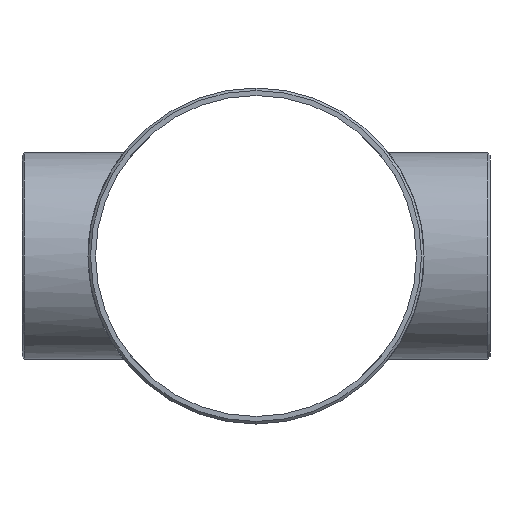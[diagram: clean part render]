
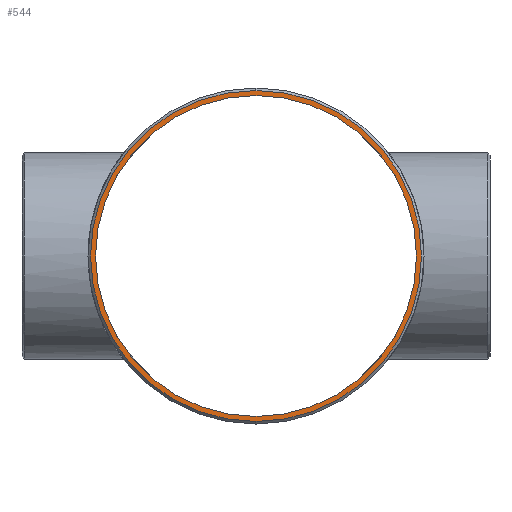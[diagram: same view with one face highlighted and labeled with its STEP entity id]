
A CAD part, left-side view. The second image highlights one B-rep face of the part: STEP entity #544.
In plain terms, the highlighted planar face has unit normal (-1, 0, 0).
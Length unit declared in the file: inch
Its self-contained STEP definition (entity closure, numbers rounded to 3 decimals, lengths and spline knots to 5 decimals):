
#14 = CARTESIAN_POINT ( 'NONE',  ( -11., 0., 0. ) ) ;
#40 = DIRECTION ( 'NONE',  ( 0., 0., 1. ) ) ;
#82 = AXIS2_PLACEMENT_3D ( 'NONE', #14, #1359, #1371 ) ;
#100 = ORIENTED_EDGE ( 'NONE', *, *, #1186, .T. ) ;
#108 = VERTEX_POINT ( 'NONE', #654 ) ;
#141 = EDGE_CURVE ( 'NONE', #149, #635, #273, .T. ) ;
#149 = VERTEX_POINT ( 'NONE', #779 ) ;
#211 = EDGE_LOOP ( 'NONE', ( #1021, #100 ) ) ;
#220 = CARTESIAN_POINT ( 'NONE',  ( -11., 0., 0. ) ) ;
#246 = EDGE_CURVE ( 'NONE', #304, #108, #887, .T. ) ;
#270 = FACE_OUTER_BOUND ( 'NONE', #211, .T. ) ;
#273 = CIRCLE ( 'NONE', #82, 6.896 ) ;
#304 = VERTEX_POINT ( 'NONE', #1356 ) ;
#367 = ORIENTED_EDGE ( 'NONE', *, *, #246, .T. ) ;
#475 = CARTESIAN_POINT ( 'NONE',  ( -11., 0., 0. ) ) ;
#493 = DIRECTION ( 'NONE',  ( 0., 0., -1. ) ) ;
#539 = DIRECTION ( 'NONE',  ( 0., 0., 1. ) ) ;
#544 = ADVANCED_FACE ( 'NONE', ( #270, #1043 ), #717, .T. ) ;
#617 = CARTESIAN_POINT ( 'NONE',  ( -11., 0., 6.896 ) ) ;
#635 = VERTEX_POINT ( 'NONE', #617 ) ;
#654 = CARTESIAN_POINT ( 'NONE',  ( -11., 0., 6.688 ) ) ;
#717 = PLANE ( 'NONE',  #1479 ) ;
#772 = CIRCLE ( 'NONE', #1354, 6.688 ) ;
#777 = DIRECTION ( 'NONE',  ( 0., 0., 1. ) ) ;
#779 = CARTESIAN_POINT ( 'NONE',  ( -11., 0., -6.896 ) ) ;
#795 = AXIS2_PLACEMENT_3D ( 'NONE', #220, #1483, #777 ) ;
#835 = DIRECTION ( 'NONE',  ( 1., 0., 0. ) ) ;
#868 = CIRCLE ( 'NONE', #795, 6.896 ) ;
#886 = CARTESIAN_POINT ( 'NONE',  ( -11., 0., 0. ) ) ;
#887 = CIRCLE ( 'NONE', #1301, 6.688 ) ;
#907 = EDGE_CURVE ( 'NONE', #108, #304, #772, .T. ) ;
#989 = EDGE_LOOP ( 'NONE', ( #1353, #367 ) ) ;
#1021 = ORIENTED_EDGE ( 'NONE', *, *, #141, .T. ) ;
#1043 = FACE_BOUND ( 'NONE', #989, .T. ) ;
#1077 = DIRECTION ( 'NONE',  ( -1., 0., 0. ) ) ;
#1186 = EDGE_CURVE ( 'NONE', #635, #149, #868, .T. ) ;
#1190 = CARTESIAN_POINT ( 'NONE',  ( -11., 0., 0. ) ) ;
#1301 = AXIS2_PLACEMENT_3D ( 'NONE', #886, #1376, #539 ) ;
#1353 = ORIENTED_EDGE ( 'NONE', *, *, #907, .T. ) ;
#1354 = AXIS2_PLACEMENT_3D ( 'NONE', #475, #835, #40 ) ;
#1356 = CARTESIAN_POINT ( 'NONE',  ( -11., 0., -6.688 ) ) ;
#1359 = DIRECTION ( 'NONE',  ( -1., 0., 0. ) ) ;
#1371 = DIRECTION ( 'NONE',  ( 0., 0., 1. ) ) ;
#1376 = DIRECTION ( 'NONE',  ( 1., 0., 0. ) ) ;
#1479 = AXIS2_PLACEMENT_3D ( 'NONE', #1190, #1077, #493 ) ;
#1483 = DIRECTION ( 'NONE',  ( -1., 0., 0. ) ) ;
